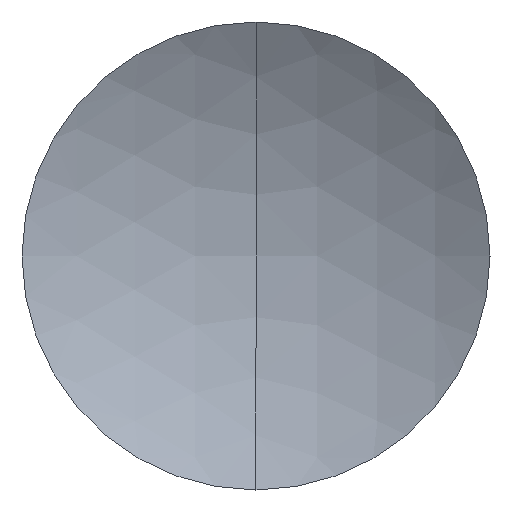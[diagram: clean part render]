
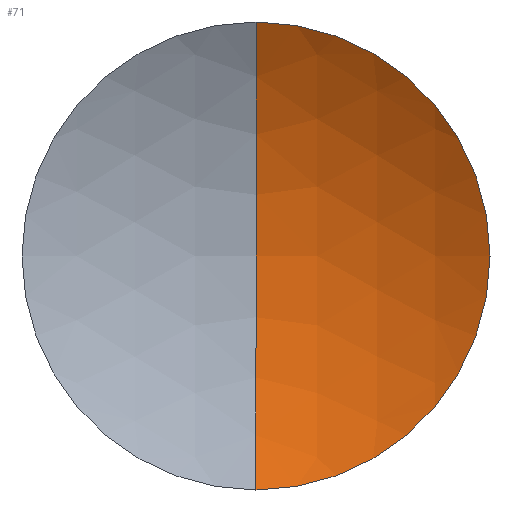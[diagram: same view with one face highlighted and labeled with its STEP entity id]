
A CAD part, left-side view. The second image highlights one B-rep face of the part: STEP entity #71.
In plain terms, the highlighted spherical face has radius 12.3 mm.
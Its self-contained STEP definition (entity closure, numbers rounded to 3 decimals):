
#1 = CIRCLE ( 'NONE', #42, 12.3 ) ;
#9 = AXIS2_PLACEMENT_3D ( 'NONE', #237, #94, #343 ) ;
#31 = CARTESIAN_POINT ( 'NONE',  ( 160.617, 0., -6.35 ) ) ;
#35 = EDGE_CURVE ( 'NONE', #297, #276, #79, .T. ) ;
#42 = AXIS2_PLACEMENT_3D ( 'NONE', #307, #339, #313 ) ;
#43 = DIRECTION ( 'NONE',  ( 0., 1., 0. ) ) ;
#71 = ADVANCED_FACE ( 'NONE', ( #277 ), #205, .F. ) ;
#79 = CIRCLE ( 'NONE', #9, 12.3 ) ;
#93 = DIRECTION ( 'NONE',  ( 0., 0., 1. ) ) ;
#94 = DIRECTION ( 'NONE',  ( 0., 1., 0. ) ) ;
#106 = EDGE_CURVE ( 'NONE', #297, #298, #1, .T. ) ;
#107 = ORIENTED_EDGE ( 'NONE', *, *, #106, .F. ) ;
#127 = ORIENTED_EDGE ( 'NONE', *, *, #262, .T. ) ;
#136 = CIRCLE ( 'NONE', #323, 6.35 ) ;
#140 = ORIENTED_EDGE ( 'NONE', *, *, #35, .T. ) ;
#164 = DIRECTION ( 'NONE',  ( 0., 0., 1. ) ) ;
#165 = AXIS2_PLACEMENT_3D ( 'NONE', #336, #43, #93 ) ;
#186 = DIRECTION ( 'NONE',  ( -1., 0., 0. ) ) ;
#205 = SPHERICAL_SURFACE ( 'NONE', #165, 12.3 ) ;
#237 = CARTESIAN_POINT ( 'NONE',  ( 150.083, 0., 0. ) ) ;
#254 = CARTESIAN_POINT ( 'NONE',  ( 162.383, 0., 0. ) ) ;
#262 = EDGE_CURVE ( 'NONE', #276, #298, #136, .T. ) ;
#263 = CARTESIAN_POINT ( 'NONE',  ( 160.617, 0., 0. ) ) ;
#276 = VERTEX_POINT ( 'NONE', #31 ) ;
#277 = FACE_OUTER_BOUND ( 'NONE', #286, .T. ) ;
#285 = CARTESIAN_POINT ( 'NONE',  ( 160.617, 0., 6.35 ) ) ;
#286 = EDGE_LOOP ( 'NONE', ( #107, #140, #127 ) ) ;
#297 = VERTEX_POINT ( 'NONE', #254 ) ;
#298 = VERTEX_POINT ( 'NONE', #285 ) ;
#307 = CARTESIAN_POINT ( 'NONE',  ( 150.083, 0., 0. ) ) ;
#313 = DIRECTION ( 'NONE',  ( 0., 0., -1. ) ) ;
#323 = AXIS2_PLACEMENT_3D ( 'NONE', #263, #186, #164 ) ;
#336 = CARTESIAN_POINT ( 'NONE',  ( 150.083, 0., 0. ) ) ;
#339 = DIRECTION ( 'NONE',  ( 0., -1., 0. ) ) ;
#343 = DIRECTION ( 'NONE',  ( 0., 0., 1. ) ) ;
